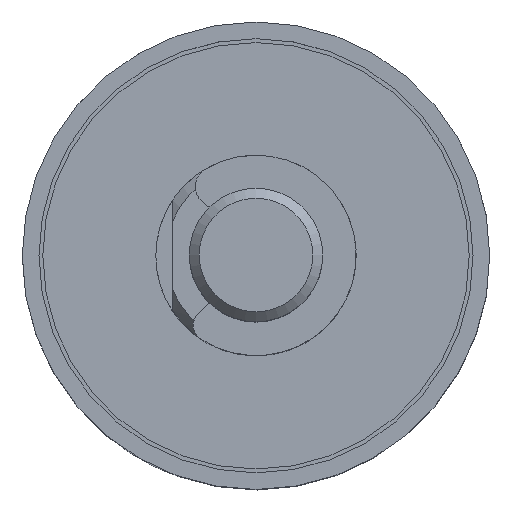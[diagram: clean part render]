
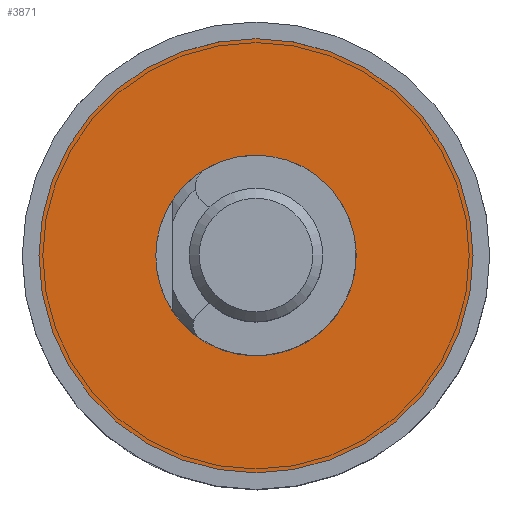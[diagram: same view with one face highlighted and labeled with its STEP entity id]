
A CAD part, top view. The second image highlights one B-rep face of the part: STEP entity #3871.
In plain terms, the highlighted planar face has unit normal (0, 0, 1).
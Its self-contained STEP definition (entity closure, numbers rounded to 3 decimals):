
#657 = ORIENTED_EDGE ( 'NONE', *, *, #2839, .T. ) ;
#764 = DIRECTION ( 'NONE',  ( 1., 0., 0. ) ) ;
#1124 = AXIS2_PLACEMENT_3D ( 'NONE', #3532, #3553, #764 ) ;
#1174 = AXIS2_PLACEMENT_3D ( 'NONE', #6762, #6813, #4759 ) ;
#1981 = DIRECTION ( 'NONE',  ( 0., 0., -1. ) ) ;
#2620 = FACE_OUTER_BOUND ( 'NONE', #6316, .T. ) ;
#2839 = EDGE_CURVE ( 'NONE', #6262, #6262, #6010, .T. ) ;
#3194 = CARTESIAN_POINT ( 'NONE',  ( 6.5, 0., 0.5 ) ) ;
#3350 = CARTESIAN_POINT ( 'NONE',  ( -3., 0., 0.5 ) ) ;
#3532 = CARTESIAN_POINT ( 'NONE',  ( 3., 0., 0.5 ) ) ;
#3553 = DIRECTION ( 'NONE',  ( 0., 0., 1. ) ) ;
#3871 = ADVANCED_FACE ( 'NONE', ( #8159, #2620 ), #5561, .T. ) ;
#4010 = DIRECTION ( 'NONE',  ( -1., 0., 0. ) ) ;
#4178 = ORIENTED_EDGE ( 'NONE', *, *, #4426, .T. ) ;
#4426 = EDGE_CURVE ( 'NONE', #5303, #5303, #7167, .T. ) ;
#4759 = DIRECTION ( 'NONE',  ( 1., 0., 0. ) ) ;
#5303 = VERTEX_POINT ( 'NONE', #3350 ) ;
#5561 = PLANE ( 'NONE',  #1124 ) ;
#6010 = CIRCLE ( 'NONE', #1174, 6.5 ) ;
#6262 = VERTEX_POINT ( 'NONE', #3194 ) ;
#6316 = EDGE_LOOP ( 'NONE', ( #657 ) ) ;
#6762 = CARTESIAN_POINT ( 'NONE',  ( 0., 0., 0.5 ) ) ;
#6813 = DIRECTION ( 'NONE',  ( 0., 0., 1. ) ) ;
#7152 = AXIS2_PLACEMENT_3D ( 'NONE', #8227, #1981, #4010 ) ;
#7167 = CIRCLE ( 'NONE', #7152, 3. ) ;
#7558 = EDGE_LOOP ( 'NONE', ( #4178 ) ) ;
#8159 = FACE_BOUND ( 'NONE', #7558, .T. ) ;
#8227 = CARTESIAN_POINT ( 'NONE',  ( 0., 0., 0.5 ) ) ;
